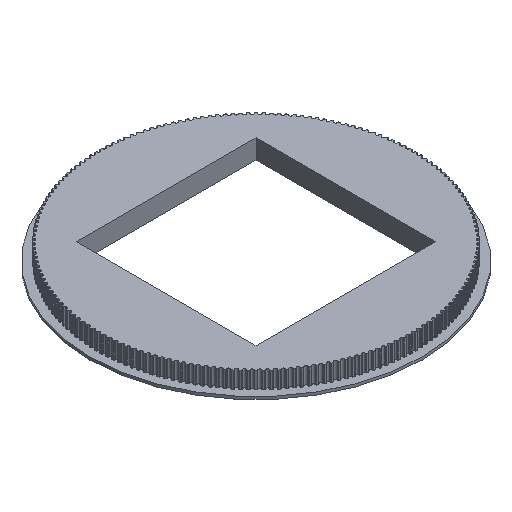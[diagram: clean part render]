
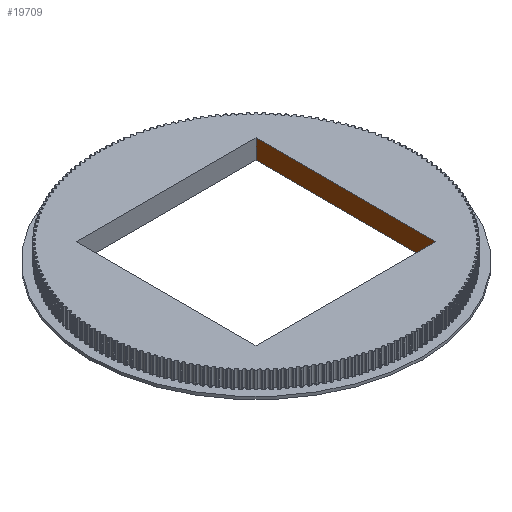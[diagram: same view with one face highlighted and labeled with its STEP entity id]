
A CAD part, isometric view. The second image highlights one B-rep face of the part: STEP entity #19709.
In plain terms, the highlighted planar face has unit normal (-1, 0, 0).
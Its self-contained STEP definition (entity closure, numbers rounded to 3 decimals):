
#23=PLANE('',#22026);
#166=LINE('',#34228,#1258);
#171=LINE('',#34238,#1263);
#173=LINE('',#34242,#1265);
#174=LINE('',#34244,#1266);
#1258=VECTOR('',#26768,1000.);
#1263=VECTOR('',#26777,1000.);
#1265=VECTOR('',#26781,1000.);
#1266=VECTOR('',#26782,1000.);
#3847=ORIENTED_EDGE('',*,*,#10081,.T.);
#3848=ORIENTED_EDGE('',*,*,#10082,.T.);
#3849=ORIENTED_EDGE('',*,*,#10079,.F.);
#3850=ORIENTED_EDGE('',*,*,#10074,.T.);
#10074=EDGE_CURVE('',#13193,#13192,#166,.T.);
#10079=EDGE_CURVE('',#13193,#13196,#171,.T.);
#10081=EDGE_CURVE('',#13192,#13197,#173,.T.);
#10082=EDGE_CURVE('',#13197,#13196,#174,.T.);
#13192=VERTEX_POINT('',#34227);
#13193=VERTEX_POINT('',#34229);
#13196=VERTEX_POINT('',#34239);
#13197=VERTEX_POINT('',#34243);
#16445=EDGE_LOOP('',(#3847,#3848,#3849,#3850));
#17537=FACE_BOUND('',#16445,.T.);
#19709=ADVANCED_FACE('',(#17537),#23,.T.);
#22026=AXIS2_PLACEMENT_3D('',#34241,#26779,#26780);
#26768=DIRECTION('',(0.,1.,0.));
#26777=DIRECTION('',(0.,0.,-1.));
#26779=DIRECTION('',(-1.,0.,0.));
#26780=DIRECTION('',(0.,0.,1.));
#26781=DIRECTION('',(0.,0.,-1.));
#26782=DIRECTION('',(0.,-1.,0.));
#34227=CARTESIAN_POINT('',(89.796,89.796,6.));
#34228=CARTESIAN_POINT('',(89.796,57.296,6.));
#34229=CARTESIAN_POINT('',(89.796,24.796,6.));
#34238=CARTESIAN_POINT('',(89.796,24.796,6.));
#34239=CARTESIAN_POINT('',(89.796,24.796,-1.));
#34241=CARTESIAN_POINT('',(89.796,24.796,6.));
#34242=CARTESIAN_POINT('',(89.796,89.796,6.));
#34243=CARTESIAN_POINT('',(89.796,89.796,-1.));
#34244=CARTESIAN_POINT('',(89.796,57.296,-1.));
